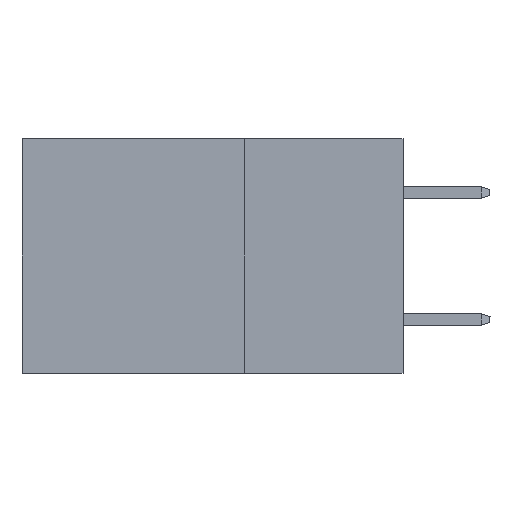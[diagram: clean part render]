
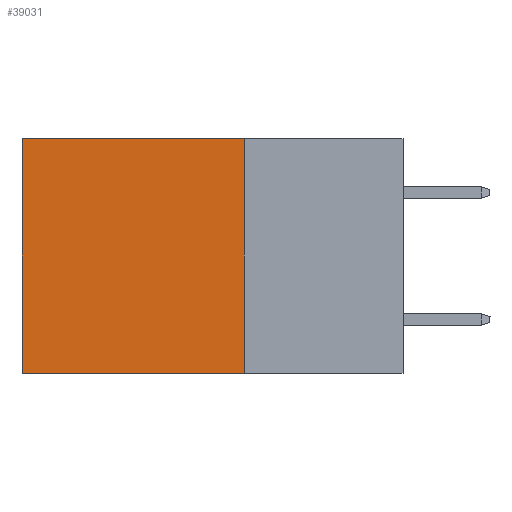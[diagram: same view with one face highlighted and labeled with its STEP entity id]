
A CAD part, left-side view. The second image highlights one B-rep face of the part: STEP entity #39031.
In plain terms, the highlighted planar face has unit normal (-1, 0, 0).
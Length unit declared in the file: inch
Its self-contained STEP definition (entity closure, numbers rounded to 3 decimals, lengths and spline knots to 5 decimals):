
#1122 = ORIENTED_EDGE ( 'NONE', *, *, #24052, .T. ) ;
#2205 = FACE_OUTER_BOUND ( 'NONE', #10639, .T. ) ;
#2731 = LINE ( 'NONE', #11282, #26875 ) ;
#3464 = AXIS2_PLACEMENT_3D ( 'NONE', #14348, #32321, #23142 ) ;
#4691 = CARTESIAN_POINT ( 'NONE',  ( 0.2875, 0.25, -0.37 ) ) ;
#4760 = LINE ( 'NONE', #13528, #23448 ) ;
#5162 = CARTESIAN_POINT ( 'NONE',  ( 0.2875, 0.25, 0. ) ) ;
#6076 = VERTEX_POINT ( 'NONE', #5162 ) ;
#6279 = CARTESIAN_POINT ( 'NONE',  ( 0.2875, 0.25, -0.37 ) ) ;
#9671 = VERTEX_POINT ( 'NONE', #4691 ) ;
#10639 = EDGE_LOOP ( 'NONE', ( #32974, #11911, #30847, #1122 ) ) ;
#11282 = CARTESIAN_POINT ( 'NONE',  ( 0.2875, 0.6, 0. ) ) ;
#11911 = ORIENTED_EDGE ( 'NONE', *, *, #29523, .F. ) ;
#13199 = VERTEX_POINT ( 'NONE', #27836 ) ;
#13528 = CARTESIAN_POINT ( 'NONE',  ( 0.2875, 0.25, 0. ) ) ;
#13991 = CARTESIAN_POINT ( 'NONE',  ( 0.2875, 0.6, -0.37 ) ) ;
#14348 = CARTESIAN_POINT ( 'NONE',  ( 0.2875, 0.25, 0. ) ) ;
#15813 = VECTOR ( 'NONE', #34420, 39.37008 ) ;
#16094 = VECTOR ( 'NONE', #27641, 39.37008 ) ;
#18826 = LINE ( 'NONE', #6279, #15813 ) ;
#20001 = EDGE_CURVE ( 'NONE', #6076, #9671, #24630, .T. ) ;
#22611 = EDGE_CURVE ( 'NONE', #13199, #37075, #2731, .T. ) ;
#23142 = DIRECTION ( 'NONE',  ( 0., 0., -1. ) ) ;
#23448 = VECTOR ( 'NONE', #28700, 39.37008 ) ;
#24052 = EDGE_CURVE ( 'NONE', #6076, #13199, #4760, .T. ) ;
#24630 = LINE ( 'NONE', #36814, #16094 ) ;
#26875 = VECTOR ( 'NONE', #35468, 39.37008 ) ;
#27641 = DIRECTION ( 'NONE',  ( 0., 0., -1. ) ) ;
#27836 = CARTESIAN_POINT ( 'NONE',  ( 0.2875, 0.6, 0. ) ) ;
#28700 = DIRECTION ( 'NONE',  ( 0., 1., 0. ) ) ;
#29523 = EDGE_CURVE ( 'NONE', #9671, #37075, #18826, .T. ) ;
#30847 = ORIENTED_EDGE ( 'NONE', *, *, #20001, .F. ) ;
#32321 = DIRECTION ( 'NONE',  ( 1., 0., 0. ) ) ;
#32974 = ORIENTED_EDGE ( 'NONE', *, *, #22611, .T. ) ;
#33124 = PLANE ( 'NONE',  #3464 ) ;
#34420 = DIRECTION ( 'NONE',  ( 0., 1., 0. ) ) ;
#35468 = DIRECTION ( 'NONE',  ( 0., 0., -1. ) ) ;
#36814 = CARTESIAN_POINT ( 'NONE',  ( 0.2875, 0.25, 0. ) ) ;
#37075 = VERTEX_POINT ( 'NONE', #13991 ) ;
#39031 = ADVANCED_FACE ( 'NONE', ( #2205 ), #33124, .F. ) ;
